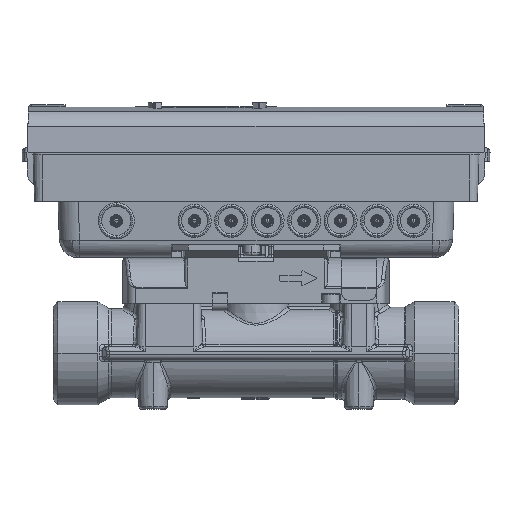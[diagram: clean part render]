
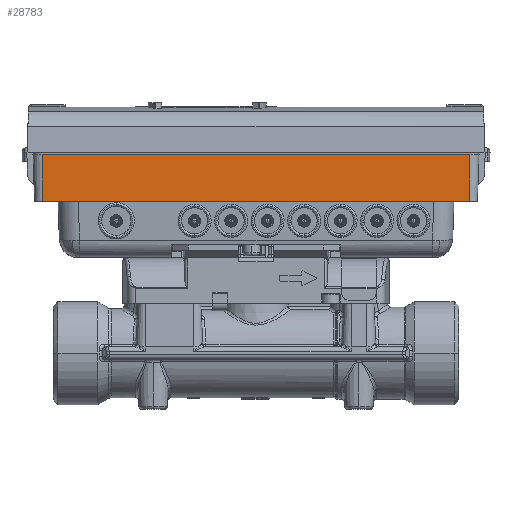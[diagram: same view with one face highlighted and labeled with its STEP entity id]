
A CAD part, top view. The second image highlights one B-rep face of the part: STEP entity #28783.
In plain terms, the highlighted planar face has unit normal (0, -0.035, 0.999).
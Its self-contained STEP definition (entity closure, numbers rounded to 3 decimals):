
#4354 = ORIENTED_EDGE ( 'NONE', *, *, #94374, .T. ) ;
#13637 = VERTEX_POINT ( 'NONE', #18268 ) ;
#17563 = CARTESIAN_POINT ( 'NONE',  ( 68.5, 499061.9, 17467.905 ) ) ;
#18268 = CARTESIAN_POINT ( 'NONE',  ( 68.5, 48.6, 41.976 ) ) ;
#19514 = ORIENTED_EDGE ( 'NONE', *, *, #89155, .T. ) ;
#22684 = ORIENTED_EDGE ( 'NONE', *, *, #69473, .T. ) ;
#24431 = VECTOR ( 'NONE', #111467, 1000. ) ;
#28783 = ADVANCED_FACE ( 'NONE', ( #68620 ), #39034, .T. ) ;
#34692 = CARTESIAN_POINT ( 'NONE',  ( -68.5, 63.6, 42.5 ) ) ;
#35005 = CARTESIAN_POINT ( 'NONE',  ( -68.5, 48.6, 41.976 ) ) ;
#39034 = PLANE ( 'NONE',  #71491 ) ;
#40278 = VERTEX_POINT ( 'NONE', #52139 ) ;
#45923 = EDGE_LOOP ( 'NONE', ( #22684, #47691, #19514, #4354 ) ) ;
#46681 = VECTOR ( 'NONE', #100630, 1000. ) ;
#47691 = ORIENTED_EDGE ( 'NONE', *, *, #73319, .F. ) ;
#48497 = DIRECTION ( 'NONE',  ( 0., -0.035, 0.999 ) ) ;
#49363 = CARTESIAN_POINT ( 'NONE',  ( -68.5, 63.6, 42.5 ) ) ;
#51769 = CARTESIAN_POINT ( 'NONE',  ( -68.5, 63.6, 42.5 ) ) ;
#52139 = CARTESIAN_POINT ( 'NONE',  ( 68.5, 63.6, 42.5 ) ) ;
#61219 = DIRECTION ( 'NONE',  ( 0., -0.999, -0.035 ) ) ;
#61453 = VERTEX_POINT ( 'NONE', #99046 ) ;
#68620 = FACE_OUTER_BOUND ( 'NONE', #45923, .T. ) ;
#69473 = EDGE_CURVE ( 'NONE', #61453, #13637, #74631, .T. ) ;
#69693 = LINE ( 'NONE', #34692, #94598 ) ;
#71491 = AXIS2_PLACEMENT_3D ( 'NONE', #76424, #48497, #114097 ) ;
#73319 = EDGE_CURVE ( 'NONE', #40278, #13637, #74388, .T. ) ;
#74388 = LINE ( 'NONE', #17563, #24431 ) ;
#74631 = LINE ( 'NONE', #35005, #46681 ) ;
#76424 = CARTESIAN_POINT ( 'NONE',  ( -68.5, 63.6, 42.5 ) ) ;
#80420 = LINE ( 'NONE', #51769, #108296 ) ;
#89155 = EDGE_CURVE ( 'NONE', #40278, #94269, #69693, .T. ) ;
#90855 = DIRECTION ( 'NONE',  ( -1., 0., 0. ) ) ;
#94269 = VERTEX_POINT ( 'NONE', #49363 ) ;
#94374 = EDGE_CURVE ( 'NONE', #94269, #61453, #80420, .T. ) ;
#94598 = VECTOR ( 'NONE', #90855, 1000. ) ;
#99046 = CARTESIAN_POINT ( 'NONE',  ( -68.5, 48.6, 41.976 ) ) ;
#100630 = DIRECTION ( 'NONE',  ( 1., 0., 0. ) ) ;
#108296 = VECTOR ( 'NONE', #61219, 1000. ) ;
#111467 = DIRECTION ( 'NONE',  ( 0., -0.999, -0.035 ) ) ;
#114097 = DIRECTION ( 'NONE',  ( 0., -0.999, -0.035 ) ) ;
